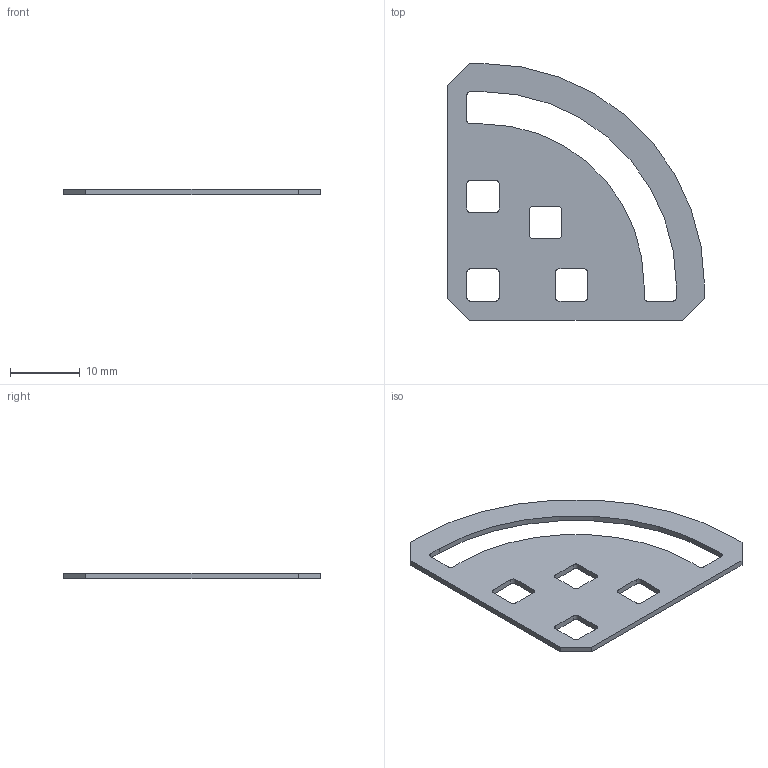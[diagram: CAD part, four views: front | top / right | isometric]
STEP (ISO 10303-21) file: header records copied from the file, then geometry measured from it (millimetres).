
FILE_DESCRIPTION(/* description */ (''),/* implementation_level */ '2;1');
FILE_NAME(/* name */ 'Pivot Gusset.ipt.step',/* time_stamp */ '2020-04-16T23:04:05-04:00',/* author */ ('Jordan'),/* organization */ (''),/* preprocessor_version */ 'ST-DEVELOPER v17',/* originating_system */ 'Autodesk Inventor 2019',/* authorisation */ '');
FILE_SCHEMA (('AUTOMOTIVE_DESIGN { 1 0 10303 214 3 1 1 }'));
Length unit declared in the file: inch
Products named in the file (1): Pivot Gusset
Bounding box: 36.83 x 36.83 x 0.81 mm (x, y, z)
Volume: 678.5 mm3; surface area: 1910.2 mm2
Topology: 1 solids, 1 shells, 54 faces, 233 edges, 248 vertices
Faces by surface type: plane 31, cylinder 23
Entity records: 2296 total; most frequent: CARTESIAN_POINT 482, DIRECTION 378, ORIENTED_EDGE 312, EDGE_CURVE 156, AXIS2_PLACEMENT_3D 134, LINE 110, VECTOR 110, VERTEX_POINT 104
